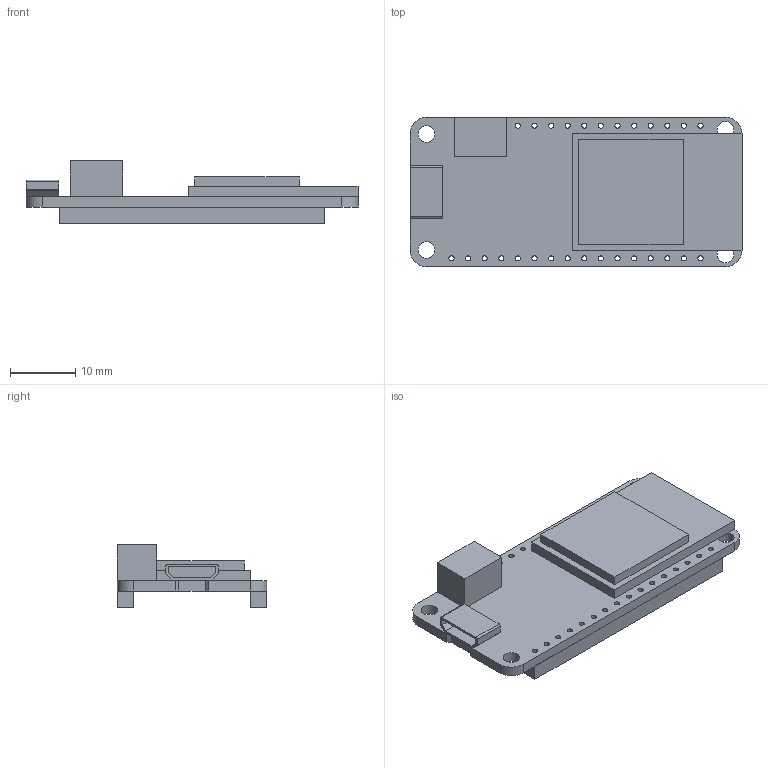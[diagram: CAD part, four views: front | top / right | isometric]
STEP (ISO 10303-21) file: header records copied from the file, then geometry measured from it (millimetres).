
FILE_DESCRIPTION(/* description */ (''),/* implementation_level */ '2;1');
FILE_NAME(/* name */ '3405 ESP32 Feather HUZZAH.step',/* time_stamp */ '2018-07-07T13:02:23-04:00',/* author */ ('Adafruit'),/* organization */ (''),/* preprocessor_version */ 'ST-DEVELOPER v17',/* originating_system */ 'Autodesk Translation Framework v7.1.0.215',/* authorisation */ '');
FILE_SCHEMA (('AUTOMOTIVE_DESIGN { 1 0 10303 214 3 1 1 }'));
Length unit declared in the file: millimetre
Products named in the file (1): ESP32 Feather HUZZAH
Bounding box: 50.8 x 22.86 x 9.6 mm (x, y, z)
Volume: 3621.2 mm3; surface area: 5148.5 mm2
Topology: 6 solids, 6 shells, 124 faces, 386 edges, 276 vertices
Faces by surface type: cylinder 70, plane 54
Full cylindrical faces by diameter (mm): 0.787 x56, 2.54 x4
Entity records: 4742 total; most frequent: DIRECTION 832, CARTESIAN_POINT 787, ORIENTED_EDGE 772, EDGE_CURVE 386, AXIS2_PLACEMENT_3D 321, VERTEX_POINT 276, EDGE_LOOP 246, CIRCLE 196
